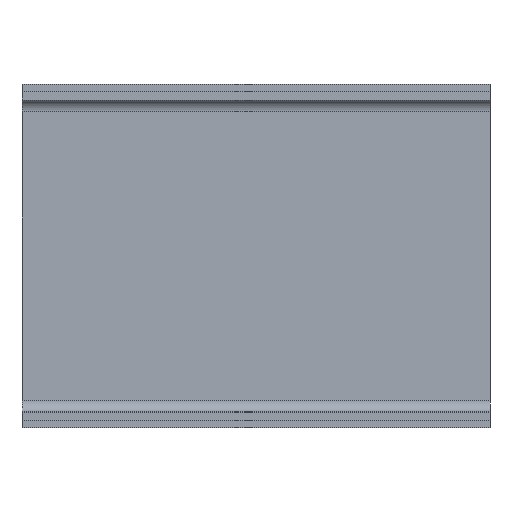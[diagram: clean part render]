
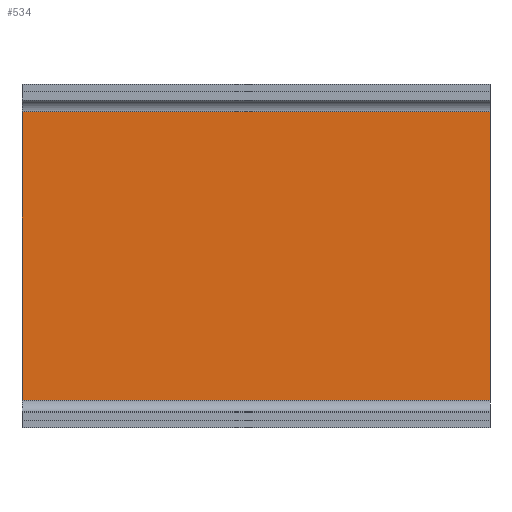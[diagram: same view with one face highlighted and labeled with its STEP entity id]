
A CAD part, top view. The second image highlights one B-rep face of the part: STEP entity #534.
In plain terms, the highlighted planar face has unit normal (0, 0, 1).
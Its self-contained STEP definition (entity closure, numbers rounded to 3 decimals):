
#17=PLANE('',#585);
#42=FACE_OUTER_BOUND('',#70,.T.);
#70=EDGE_LOOP('',(#409,#410,#411,#412));
#100=LINE('',#788,#166);
#119=LINE('',#832,#185);
#120=LINE('',#835,#186);
#121=LINE('',#836,#187);
#166=VECTOR('',#638,10.);
#185=VECTOR('',#667,10.);
#186=VECTOR('',#670,10.);
#187=VECTOR('',#671,10.);
#247=VERTEX_POINT('',#785);
#248=VERTEX_POINT('',#787);
#268=VERTEX_POINT('',#830);
#269=VERTEX_POINT('',#834);
#301=EDGE_CURVE('',#248,#247,#100,.T.);
#324=EDGE_CURVE('',#247,#268,#119,.T.);
#325=EDGE_CURVE('',#269,#268,#120,.T.);
#326=EDGE_CURVE('',#248,#269,#121,.T.);
#409=ORIENTED_EDGE('',*,*,#301,.T.);
#410=ORIENTED_EDGE('',*,*,#324,.T.);
#411=ORIENTED_EDGE('',*,*,#325,.F.);
#412=ORIENTED_EDGE('',*,*,#326,.F.);
#534=ADVANCED_FACE('',(#42),#17,.T.);
#585=AXIS2_PLACEMENT_3D('',#833,#668,#669);
#638=DIRECTION('',(0.,-1.,0.));
#667=DIRECTION('',(1.,0.,0.));
#668=DIRECTION('center_axis',(0.,0.,1.));
#669=DIRECTION('ref_axis',(0.,-1.,0.));
#670=DIRECTION('',(0.,-1.,0.));
#671=DIRECTION('',(1.,0.,0.));
#785=CARTESIAN_POINT('',(0.,7.,1.8));
#787=CARTESIAN_POINT('',(0.,81.,1.8));
#788=CARTESIAN_POINT('',(0.,81.,1.8));
#830=CARTESIAN_POINT('',(120.,7.,1.8));
#832=CARTESIAN_POINT('',(0.,7.,1.8));
#833=CARTESIAN_POINT('Origin',(0.,81.,1.8));
#834=CARTESIAN_POINT('',(120.,81.,1.8));
#835=CARTESIAN_POINT('',(120.,81.,1.8));
#836=CARTESIAN_POINT('',(0.,81.,1.8));
